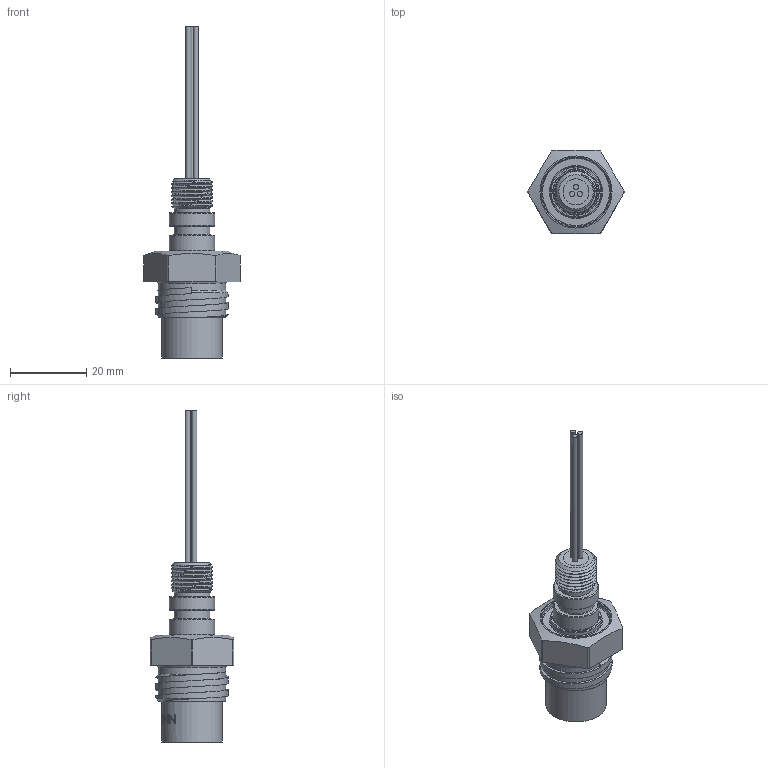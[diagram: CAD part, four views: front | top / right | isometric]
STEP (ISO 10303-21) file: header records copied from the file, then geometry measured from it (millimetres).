
FILE_DESCRIPTION(/* description */ (''),/* implementation_level */ '2;1');
FILE_NAME(/* name */ 'MCBH3F 2 O-ring 22mm Hex.stp',/* time_stamp */ '2014-11-26T14:54:07+01:00',/* author */ ('sh'),/* organization */ (''),/* preprocessor_version */ 'ST-DEVELOPER v15.2',/* originating_system */ 'Autodesk Inventor 2014',/* authorisation */ '');
FILE_SCHEMA (('AUTOMOTIVE_DESIGN { 1 0 10303 214 3 1 1 }'));
Length unit declared in the file: millimetre
Products named in the file (1): MCBH3F 2 O-ring 22mm Hex
Bounding box: 25.24 x 22 x 87.02 mm (x, y, z)
Volume: 8675.1 mm3; surface area: 9186.8 mm2
Topology: 12 solids, 12 shells, 407 faces, 1088 edges, 723 vertices
Faces by surface type: plane 154, bspline 91, cylinder 78, torus 47, cone 37
Full cylindrical faces by diameter (mm): 1.321 x3, 1.981 x1, 2.134 x12, 2.819 x3, 2.896 x3, 3.912 x3, 3.962 x3, 4.013 x3, 4.75 x3, 4.763 x9, 4.826 x3, 5.537 x2, 7.264 x1, 9.322 x1, 9.398 x1, 11.918 x2, 13.5 x1, 15.875 x1, 15.9 x1, 17.704 x1, 17.971 x1
Entity records: 20623 total; most frequent: CARTESIAN_POINT 11302, ORIENTED_EDGE 1838, DIRECTION 1589, EDGE_CURVE 919, VERTEX_POINT 675, AXIS2_PLACEMENT_3D 616, EDGE_LOOP 560, STYLED_ITEM 407
